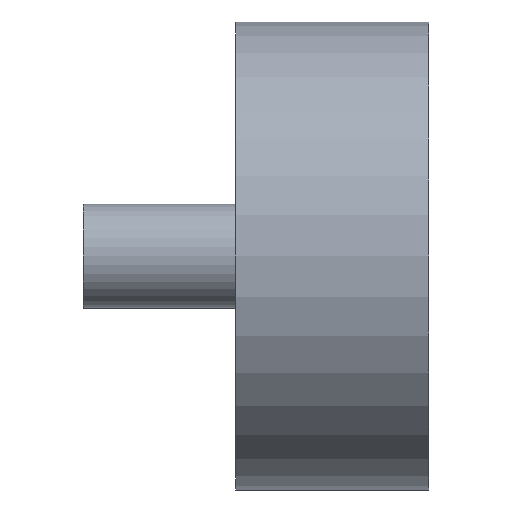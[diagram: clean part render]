
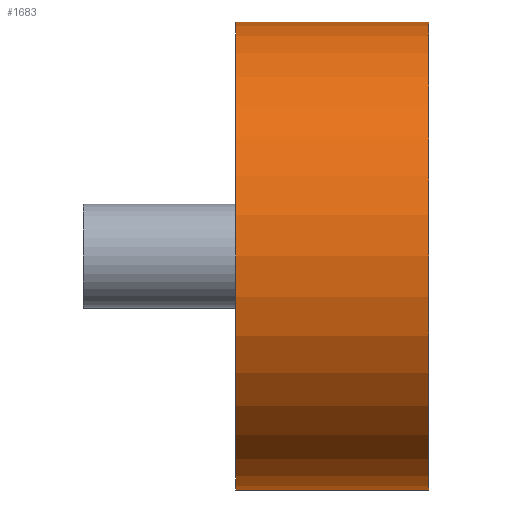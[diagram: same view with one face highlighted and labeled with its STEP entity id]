
A CAD part, left-side view. The second image highlights one B-rep face of the part: STEP entity #1683.
In plain terms, the highlighted cylindrical face has radius 31.5 mm (diameter 63 mm), a partial arc.
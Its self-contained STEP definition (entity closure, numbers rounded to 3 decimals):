
#2 = CARTESIAN_POINT ( 'NONE',  ( 0., 26., 0. ) ) ;
#23 = DIRECTION ( 'NONE',  ( 0., 0., 1. ) ) ;
#50 = EDGE_CURVE ( 'NONE', #1441, #315, #1114, .T. ) ;
#136 = ORIENTED_EDGE ( 'NONE', *, *, #50, .T. ) ;
#138 = DIRECTION ( 'NONE',  ( 0., 1., 0. ) ) ;
#156 = VECTOR ( 'NONE', #1064, 1000. ) ;
#173 = CARTESIAN_POINT ( 'NONE',  ( 0., 0., -31.5 ) ) ;
#282 = ORIENTED_EDGE ( 'NONE', *, *, #1457, .F. ) ;
#315 = VERTEX_POINT ( 'NONE', #580 ) ;
#516 = AXIS2_PLACEMENT_3D ( 'NONE', #2, #1082, #564 ) ;
#517 = EDGE_LOOP ( 'NONE', ( #667, #282, #804, #136 ) ) ;
#532 = CARTESIAN_POINT ( 'NONE',  ( 0., 26., 31.5 ) ) ;
#564 = DIRECTION ( 'NONE',  ( 0., 0., -1. ) ) ;
#580 = CARTESIAN_POINT ( 'NONE',  ( 0., 0., 31.5 ) ) ;
#624 = CARTESIAN_POINT ( 'NONE',  ( 0., 26., -31.5 ) ) ;
#663 = CIRCLE ( 'NONE', #1610, 31.5 ) ;
#667 = ORIENTED_EDGE ( 'NONE', *, *, #1489, .F. ) ;
#675 = FACE_OUTER_BOUND ( 'NONE', #517, .T. ) ;
#744 = VERTEX_POINT ( 'NONE', #1249 ) ;
#747 = AXIS2_PLACEMENT_3D ( 'NONE', #1083, #1333, #23 ) ;
#804 = ORIENTED_EDGE ( 'NONE', *, *, #1264, .T. ) ;
#834 = VERTEX_POINT ( 'NONE', #1364 ) ;
#892 = DIRECTION ( 'NONE',  ( 0., -1., 0. ) ) ;
#972 = CARTESIAN_POINT ( 'NONE',  ( 0., 26., 0. ) ) ;
#1064 = DIRECTION ( 'NONE',  ( 0., -1., 0. ) ) ;
#1070 = DIRECTION ( 'NONE',  ( 0., 0., 1. ) ) ;
#1082 = DIRECTION ( 'NONE',  ( 0., -1., 0. ) ) ;
#1083 = CARTESIAN_POINT ( 'NONE',  ( 0., 0., 0. ) ) ;
#1106 = VECTOR ( 'NONE', #892, 1000. ) ;
#1114 = CIRCLE ( 'NONE', #747, 31.5 ) ;
#1201 = CYLINDRICAL_SURFACE ( 'NONE', #516, 31.5 ) ;
#1215 = LINE ( 'NONE', #532, #156 ) ;
#1249 = CARTESIAN_POINT ( 'NONE',  ( 0., 26., 31.5 ) ) ;
#1264 = EDGE_CURVE ( 'NONE', #834, #1441, #1502, .T. ) ;
#1333 = DIRECTION ( 'NONE',  ( 0., 1., 0. ) ) ;
#1364 = CARTESIAN_POINT ( 'NONE',  ( 0., 26., -31.5 ) ) ;
#1441 = VERTEX_POINT ( 'NONE', #173 ) ;
#1457 = EDGE_CURVE ( 'NONE', #834, #744, #663, .T. ) ;
#1489 = EDGE_CURVE ( 'NONE', #744, #315, #1215, .T. ) ;
#1502 = LINE ( 'NONE', #624, #1106 ) ;
#1610 = AXIS2_PLACEMENT_3D ( 'NONE', #972, #138, #1070 ) ;
#1683 = ADVANCED_FACE ( 'NONE', ( #675 ), #1201, .T. ) ;
